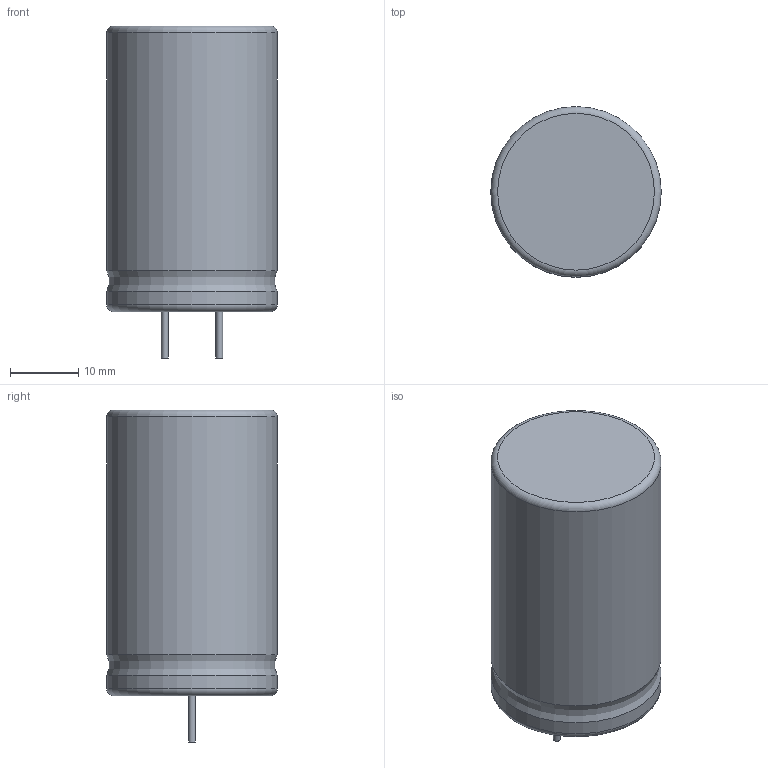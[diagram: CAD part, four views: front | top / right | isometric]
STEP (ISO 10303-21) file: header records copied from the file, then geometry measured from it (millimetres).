
FILE_DESCRIPTION(('FreeCAD Model'),'2;1');
FILE_NAME('EB25D.stp', '2017-10-01T20:03:44',('Author'),(''), 'Open CASCADE STEP processor 6.8','FreeCAD','Unknown');
FILE_SCHEMA(('AUTOMOTIVE_DESIGN_CC2 { 1 2 10303 214 -1 1 5 4 }'));
Length unit declared in the file: millimetre
Products named in the file (3): ASSEMBLY; Pad; Fillet
Assembly tree (2 placements, depth 2):
  ASSEMBLY
    Pad
    Fillet
Bounding box: 25 x 25 x 48.7 mm (x, y, z)
Volume: 20257.2 mm3; surface area: 4310.2 mm2
Topology: 3 solids, 3 shells, 15 faces, 20 edges, 12 vertices
Faces by surface type: plane 7, cylinder 5, torus 3
Full cylindrical faces by diameter (mm): 1 x2, 17 x1, 25 x2
Entity records: 658 total; most frequent: CARTESIAN_POINT 118, DIRECTION 103, ORIENTED_EDGE 40, PCURVE 40, DEFINITIONAL_REPRESENTATION 40, AXIS2_PLACEMENT_3D 33, LINE 33, VECTOR 33
